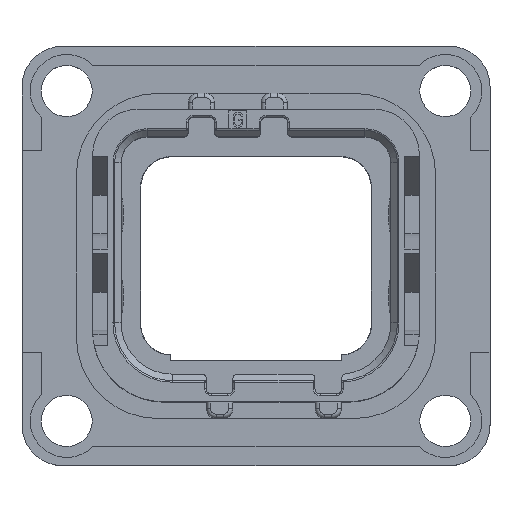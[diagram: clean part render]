
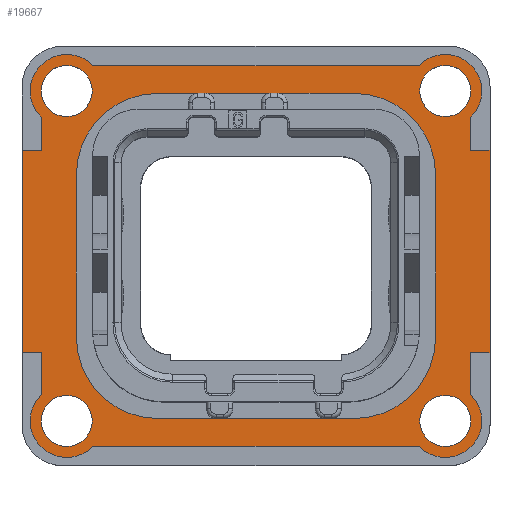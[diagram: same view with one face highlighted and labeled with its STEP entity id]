
A CAD part, top view. The second image highlights one B-rep face of the part: STEP entity #19667.
In plain terms, the highlighted planar face has unit normal (0, 0, 1).
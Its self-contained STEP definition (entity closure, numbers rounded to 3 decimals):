
#259=DIRECTION('',(0.,-1.,0.));
#260=VECTOR('',#259,12.45);
#261=CARTESIAN_POINT('',(-14.4,6.5,1.5));
#262=LINE('',#261,#260);
#317=CARTESIAN_POINT('',(-11.65,10.15,1.5));
#318=DIRECTION('',(0.,0.,1.));
#319=DIRECTION('',(0.716,0.698,0.));
#320=AXIS2_PLACEMENT_3D('',#317,#318,#319);
#327=DIRECTION('',(0.,1.,0.));
#328=VECTOR('',#327,2.588);
#329=CARTESIAN_POINT('',(13.22,-8.538,1.5));
#330=LINE('',#329,#328);
#331=DIRECTION('',(1.,0.,0.));
#332=VECTOR('',#331,20.077);
#333=CARTESIAN_POINT('',(-10.038,-11.72,1.5));
#334=LINE('',#333,#332);
#335=DIRECTION('',(0.,-1.,0.));
#336=VECTOR('',#335,2.588);
#337=CARTESIAN_POINT('',(-13.22,-5.95,1.5));
#338=LINE('',#337,#336);
#339=DIRECTION('',(1.,0.,0.));
#340=VECTOR('',#339,1.18);
#341=CARTESIAN_POINT('',(-14.4,-5.95,1.5));
#342=LINE('',#341,#340);
#343=DIRECTION('',(-1.,0.,0.));
#344=VECTOR('',#343,1.18);
#345=CARTESIAN_POINT('',(-13.22,6.5,1.5));
#346=LINE('',#345,#344);
#347=DIRECTION('',(0.,-1.,0.));
#348=VECTOR('',#347,2.038);
#349=CARTESIAN_POINT('',(-13.22,8.538,1.5));
#350=LINE('',#349,#348);
#351=DIRECTION('',(-1.,0.,0.));
#352=VECTOR('',#351,20.077);
#353=CARTESIAN_POINT('',(10.038,11.72,1.5));
#354=LINE('',#353,#352);
#355=DIRECTION('',(0.,1.,0.));
#356=VECTOR('',#355,2.038);
#357=CARTESIAN_POINT('',(13.22,6.5,1.5));
#358=LINE('',#357,#356);
#359=DIRECTION('',(-1.,0.,0.));
#360=VECTOR('',#359,1.18);
#361=CARTESIAN_POINT('',(14.4,6.5,1.5));
#362=LINE('',#361,#360);
#363=DIRECTION('',(1.,0.,0.));
#364=VECTOR('',#363,1.18);
#365=CARTESIAN_POINT('',(13.22,-5.95,1.5));
#366=LINE('',#365,#364);
#367=CARTESIAN_POINT('',(11.65,-10.15,1.5));
#368=DIRECTION('',(0.,0.,1.));
#369=DIRECTION('',(-1.,0.,0.));
#370=AXIS2_PLACEMENT_3D('',#367,#368,#369);
#372=CARTESIAN_POINT('',(-11.65,-10.15,1.5));
#373=DIRECTION('',(0.,0.,1.));
#374=DIRECTION('',(-1.,0.,0.));
#375=AXIS2_PLACEMENT_3D('',#372,#373,#374);
#377=CARTESIAN_POINT('',(-11.65,10.15,1.5));
#378=DIRECTION('',(0.,0.,1.));
#379=DIRECTION('',(1.,0.,0.));
#380=AXIS2_PLACEMENT_3D('',#377,#378,#379);
#382=CARTESIAN_POINT('',(11.65,10.15,1.5));
#383=DIRECTION('',(0.,0.,1.));
#384=DIRECTION('',(1.,0.,0.));
#385=AXIS2_PLACEMENT_3D('',#382,#383,#384);
#387=CARTESIAN_POINT('',(6.05,5.,1.5));
#388=DIRECTION('',(0.,0.,-1.));
#389=DIRECTION('',(0.,1.,0.));
#390=AXIS2_PLACEMENT_3D('',#387,#388,#389);
#392=DIRECTION('',(1.,0.,0.));
#393=VECTOR('',#392,12.1);
#394=CARTESIAN_POINT('',(-6.05,10.,1.5));
#395=LINE('',#394,#393);
#396=CARTESIAN_POINT('',(-6.05,5.,1.5));
#397=DIRECTION('',(0.,0.,-1.));
#398=DIRECTION('',(-1.,0.,0.));
#399=AXIS2_PLACEMENT_3D('',#396,#397,#398);
#401=DIRECTION('',(0.,1.,0.));
#402=VECTOR('',#401,10.);
#403=CARTESIAN_POINT('',(-11.05,-5.,1.5));
#404=LINE('',#403,#402);
#405=CARTESIAN_POINT('',(-6.05,-5.,1.5));
#406=DIRECTION('',(0.,0.,-1.));
#407=DIRECTION('',(0.,-1.,0.));
#408=AXIS2_PLACEMENT_3D('',#405,#406,#407);
#410=DIRECTION('',(-1.,0.,0.));
#411=VECTOR('',#410,12.1);
#412=CARTESIAN_POINT('',(6.05,-10.,1.5));
#413=LINE('',#412,#411);
#414=CARTESIAN_POINT('',(6.05,-5.,1.5));
#415=DIRECTION('',(0.,0.,-1.));
#416=DIRECTION('',(1.,0.,0.));
#417=AXIS2_PLACEMENT_3D('',#414,#415,#416);
#419=DIRECTION('',(0.,-1.,0.));
#420=VECTOR('',#419,10.);
#421=CARTESIAN_POINT('',(11.05,5.,1.5));
#422=LINE('',#421,#420);
#432=CARTESIAN_POINT('',(11.65,-10.15,1.5));
#433=DIRECTION('',(0.,0.,1.));
#434=DIRECTION('',(-0.716,-0.698,0.));
#435=AXIS2_PLACEMENT_3D('',#432,#433,#434);
#487=DIRECTION('',(0.,1.,0.));
#488=VECTOR('',#487,12.45);
#489=CARTESIAN_POINT('',(14.4,-5.95,1.5));
#490=LINE('',#489,#488);
#516=CARTESIAN_POINT('',(11.65,10.15,1.5));
#517=DIRECTION('',(0.,0.,1.));
#518=DIRECTION('',(0.698,-0.716,0.));
#519=AXIS2_PLACEMENT_3D('',#516,#517,#518);
#545=CARTESIAN_POINT('',(-11.65,-10.15,1.5));
#546=DIRECTION('',(0.,0.,1.));
#547=DIRECTION('',(-0.698,0.716,0.));
#548=AXIS2_PLACEMENT_3D('',#545,#546,#547);
#579=CARTESIAN_POINT('',(11.65,-10.15,1.5));
#580=DIRECTION('',(0.,0.,1.));
#581=DIRECTION('',(1.,0.,0.));
#582=AXIS2_PLACEMENT_3D('',#579,#580,#581);
#584=CARTESIAN_POINT('',(-11.65,-10.15,1.5));
#585=DIRECTION('',(0.,0.,1.));
#586=DIRECTION('',(1.,0.,0.));
#587=AXIS2_PLACEMENT_3D('',#584,#585,#586);
#605=CARTESIAN_POINT('',(-11.65,10.15,1.5));
#606=DIRECTION('',(0.,0.,1.));
#607=DIRECTION('',(-1.,0.,0.));
#608=AXIS2_PLACEMENT_3D('',#605,#606,#607);
#610=CARTESIAN_POINT('',(11.65,10.15,1.5));
#611=DIRECTION('',(0.,0.,1.));
#612=DIRECTION('',(-1.,0.,0.));
#613=AXIS2_PLACEMENT_3D('',#610,#611,#612);
#17044=CARTESIAN_POINT('',(-6.05,10.,1.5));
#17045=CARTESIAN_POINT('',(6.05,10.,1.5));
#17046=VERTEX_POINT('',#17044);
#17047=VERTEX_POINT('',#17045);
#17048=CARTESIAN_POINT('',(11.05,-5.,1.5));
#17049=CARTESIAN_POINT('',(6.05,-10.,1.5));
#17050=VERTEX_POINT('',#17048);
#17051=VERTEX_POINT('',#17049);
#17052=CARTESIAN_POINT('',(11.05,5.,1.5));
#17053=VERTEX_POINT('',#17052);
#17054=CARTESIAN_POINT('',(-11.05,5.,1.5));
#17055=VERTEX_POINT('',#17054);
#17056=CARTESIAN_POINT('',(-11.05,-5.,1.5));
#17057=VERTEX_POINT('',#17056);
#17058=CARTESIAN_POINT('',(-6.05,-10.,1.5));
#17059=VERTEX_POINT('',#17058);
#17088=CARTESIAN_POINT('',(14.4,-5.95,1.5));
#17089=CARTESIAN_POINT('',(14.4,6.5,1.5));
#17090=VERTEX_POINT('',#17088);
#17091=VERTEX_POINT('',#17089);
#17092=CARTESIAN_POINT('',(-14.4,6.5,1.5));
#17093=CARTESIAN_POINT('',(-14.4,-5.95,1.5));
#17094=VERTEX_POINT('',#17092);
#17095=VERTEX_POINT('',#17093);
#17098=CARTESIAN_POINT('',(10.08,10.15,1.5));
#17099=VERTEX_POINT('',#17098);
#17100=CARTESIAN_POINT('',(-10.08,10.15,1.5));
#17101=VERTEX_POINT('',#17100);
#17102=CARTESIAN_POINT('',(-10.08,-10.15,1.5));
#17103=VERTEX_POINT('',#17102);
#17104=CARTESIAN_POINT('',(10.08,-10.15,1.5));
#17105=VERTEX_POINT('',#17104);
#17106=CARTESIAN_POINT('',(-13.22,6.5,1.5));
#17107=VERTEX_POINT('',#17106);
#17108=CARTESIAN_POINT('',(13.22,6.5,1.5));
#17109=VERTEX_POINT('',#17108);
#17110=CARTESIAN_POINT('',(13.22,-5.95,1.5));
#17111=VERTEX_POINT('',#17110);
#18674=CARTESIAN_POINT('',(-13.22,-5.95,1.5));
#18675=VERTEX_POINT('',#18674);
#18772=CARTESIAN_POINT('',(13.22,8.538,1.5));
#18774=VERTEX_POINT('',#18772);
#18776=CARTESIAN_POINT('',(10.038,-11.72,1.5));
#18778=VERTEX_POINT('',#18776);
#18780=CARTESIAN_POINT('',(-10.038,-11.72,1.5));
#18782=VERTEX_POINT('',#18780);
#18784=CARTESIAN_POINT('',(-13.22,-8.538,1.5));
#18786=VERTEX_POINT('',#18784);
#18788=CARTESIAN_POINT('',(-10.038,11.72,1.5));
#18790=VERTEX_POINT('',#18788);
#18792=CARTESIAN_POINT('',(10.038,11.72,1.5));
#18794=VERTEX_POINT('',#18792);
#18796=CARTESIAN_POINT('',(-13.22,8.538,1.5));
#18798=VERTEX_POINT('',#18796);
#18800=CARTESIAN_POINT('',(13.22,-8.538,1.5));
#18802=VERTEX_POINT('',#18800);
#18804=CARTESIAN_POINT('',(13.22,10.15,1.5));
#18805=VERTEX_POINT('',#18804);
#18806=CARTESIAN_POINT('',(-13.22,10.15,1.5));
#18807=VERTEX_POINT('',#18806);
#18808=CARTESIAN_POINT('',(-13.22,-10.15,1.5));
#18809=VERTEX_POINT('',#18808);
#18810=CARTESIAN_POINT('',(13.22,-10.15,1.5));
#18811=VERTEX_POINT('',#18810);
#19588=CARTESIAN_POINT('',(0.,0.,1.5));
#19589=DIRECTION('',(0.,0.,1.));
#19590=DIRECTION('',(1.,0.,0.));
#19591=AXIS2_PLACEMENT_3D('',#19588,#19589,#19590);
#19592=PLANE('',#19591);
#19594=ORIENTED_EDGE('',*,*,#19593,.F.);
#19596=ORIENTED_EDGE('',*,*,#19595,.F.);
#19598=ORIENTED_EDGE('',*,*,#19597,.F.);
#19600=ORIENTED_EDGE('',*,*,#19599,.F.);
#19602=ORIENTED_EDGE('',*,*,#19601,.F.);
#19604=ORIENTED_EDGE('',*,*,#19603,.F.);
#19605=ORIENTED_EDGE('',*,*,#19529,.F.);
#19607=ORIENTED_EDGE('',*,*,#19606,.F.);
#19609=ORIENTED_EDGE('',*,*,#19608,.F.);
#19610=ORIENTED_EDGE('',*,*,#19578,.F.);
#19612=ORIENTED_EDGE('',*,*,#19611,.F.);
#19614=ORIENTED_EDGE('',*,*,#19613,.F.);
#19616=ORIENTED_EDGE('',*,*,#19615,.F.);
#19618=ORIENTED_EDGE('',*,*,#19617,.F.);
#19620=ORIENTED_EDGE('',*,*,#19619,.F.);
#19622=ORIENTED_EDGE('',*,*,#19621,.F.);
#19623=EDGE_LOOP('',(#19594,#19596,#19598,#19600,#19602,#19604,#19605,#19607,
#19609,#19610,#19612,#19614,#19616,#19618,#19620,#19622));
#19624=FACE_OUTER_BOUND('',#19623,.F.);
#19626=ORIENTED_EDGE('',*,*,#19625,.T.);
#19628=ORIENTED_EDGE('',*,*,#19627,.T.);
#19629=EDGE_LOOP('',(#19626,#19628));
#19630=FACE_BOUND('',#19629,.F.);
#19632=ORIENTED_EDGE('',*,*,#19631,.T.);
#19634=ORIENTED_EDGE('',*,*,#19633,.T.);
#19635=EDGE_LOOP('',(#19632,#19634));
#19636=FACE_BOUND('',#19635,.F.);
#19638=ORIENTED_EDGE('',*,*,#19637,.T.);
#19640=ORIENTED_EDGE('',*,*,#19639,.T.);
#19641=EDGE_LOOP('',(#19638,#19640));
#19642=FACE_BOUND('',#19641,.F.);
#19644=ORIENTED_EDGE('',*,*,#19643,.T.);
#19646=ORIENTED_EDGE('',*,*,#19645,.T.);
#19647=EDGE_LOOP('',(#19644,#19646));
#19648=FACE_BOUND('',#19647,.F.);
#19650=ORIENTED_EDGE('',*,*,#19649,.F.);
#19652=ORIENTED_EDGE('',*,*,#19651,.F.);
#19654=ORIENTED_EDGE('',*,*,#19653,.F.);
#19656=ORIENTED_EDGE('',*,*,#19655,.F.);
#19658=ORIENTED_EDGE('',*,*,#19657,.F.);
#19660=ORIENTED_EDGE('',*,*,#19659,.F.);
#19662=ORIENTED_EDGE('',*,*,#19661,.F.);
#19664=ORIENTED_EDGE('',*,*,#19663,.F.);
#19665=EDGE_LOOP('',(#19650,#19652,#19654,#19656,#19658,#19660,#19662,#19664));
#19666=FACE_BOUND('',#19665,.F.);
#19667=ADVANCED_FACE('',(#19624,#19630,#19636,#19642,#19648,#19666),#19592,.T.);
#321=CIRCLE('',#320,2.25);
#371=CIRCLE('',#370,1.57);
#376=CIRCLE('',#375,1.57);
#381=CIRCLE('',#380,1.57);
#386=CIRCLE('',#385,1.57);
#391=CIRCLE('',#390,5.);
#400=CIRCLE('',#399,5.);
#409=CIRCLE('',#408,5.);
#418=CIRCLE('',#417,5.);
#436=CIRCLE('',#435,2.25);
#520=CIRCLE('',#519,2.25);
#549=CIRCLE('',#548,2.25);
#583=CIRCLE('',#582,1.57);
#588=CIRCLE('',#587,1.57);
#609=CIRCLE('',#608,1.57);
#614=CIRCLE('',#613,1.57);
#19529=EDGE_CURVE('',#17094,#17095,#262,.T.);
#19578=EDGE_CURVE('',#18790,#18798,#321,.T.);
#19593=EDGE_CURVE('',#18802,#17111,#330,.T.);
#19595=EDGE_CURVE('',#18778,#18802,#436,.T.);
#19597=EDGE_CURVE('',#18782,#18778,#334,.T.);
#19599=EDGE_CURVE('',#18786,#18782,#549,.T.);
#19601=EDGE_CURVE('',#18675,#18786,#338,.T.);
#19603=EDGE_CURVE('',#17095,#18675,#342,.T.);
#19606=EDGE_CURVE('',#17107,#17094,#346,.T.);
#19608=EDGE_CURVE('',#18798,#17107,#350,.T.);
#19611=EDGE_CURVE('',#18794,#18790,#354,.T.);
#19613=EDGE_CURVE('',#18774,#18794,#520,.T.);
#19615=EDGE_CURVE('',#17109,#18774,#358,.T.);
#19617=EDGE_CURVE('',#17091,#17109,#362,.T.);
#19619=EDGE_CURVE('',#17090,#17091,#490,.T.);
#19621=EDGE_CURVE('',#17111,#17090,#366,.T.);
#19625=EDGE_CURVE('',#17105,#18811,#371,.T.);
#19627=EDGE_CURVE('',#18811,#17105,#583,.T.);
#19631=EDGE_CURVE('',#17103,#18809,#588,.T.);
#19633=EDGE_CURVE('',#18809,#17103,#376,.T.);
#19637=EDGE_CURVE('',#17101,#18807,#381,.T.);
#19639=EDGE_CURVE('',#18807,#17101,#609,.T.);
#19643=EDGE_CURVE('',#17099,#18805,#614,.T.);
#19645=EDGE_CURVE('',#18805,#17099,#386,.T.);
#19649=EDGE_CURVE('',#17047,#17053,#391,.T.);
#19651=EDGE_CURVE('',#17046,#17047,#395,.T.);
#19653=EDGE_CURVE('',#17055,#17046,#400,.T.);
#19655=EDGE_CURVE('',#17057,#17055,#404,.T.);
#19657=EDGE_CURVE('',#17059,#17057,#409,.T.);
#19659=EDGE_CURVE('',#17051,#17059,#413,.T.);
#19661=EDGE_CURVE('',#17050,#17051,#418,.T.);
#19663=EDGE_CURVE('',#17053,#17050,#422,.T.);
